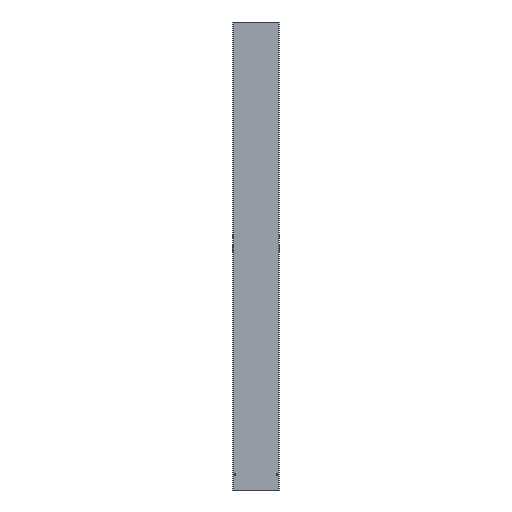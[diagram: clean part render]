
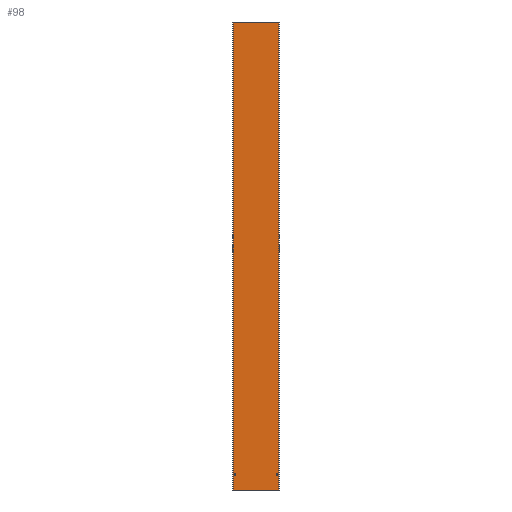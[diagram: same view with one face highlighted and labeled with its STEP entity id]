
A CAD part, front view. The second image highlights one B-rep face of the part: STEP entity #98.
In plain terms, the highlighted planar face has unit normal (0, -1, 0).
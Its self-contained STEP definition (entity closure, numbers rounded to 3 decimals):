
#78 = ORIENTED_EDGE ( 'NONE', *, *, #1174, .F. ) ;
#81 = CARTESIAN_POINT ( 'NONE',  ( 137., -0.75, 105. ) ) ;
#98 = ADVANCED_FACE ( 'NONE', ( #1266, #1293, #1319 ), #536, .F. ) ;
#117 = CIRCLE ( 'NONE', #1187, 5. ) ;
#125 = ORIENTED_EDGE ( 'NONE', *, *, #1463, .T. ) ;
#159 = DIRECTION ( 'NONE',  ( 0., 0., -1. ) ) ;
#178 = CARTESIAN_POINT ( 'NONE',  ( 147.25, -0.75, 0. ) ) ;
#182 = LINE ( 'NONE', #693, #1898 ) ;
#200 = CIRCLE ( 'NONE', #1311, 5. ) ;
#212 = VERTEX_POINT ( 'NONE', #1708 ) ;
#232 = CARTESIAN_POINT ( 'NONE',  ( -148.25, -0.75, 3000. ) ) ;
#239 = CARTESIAN_POINT ( 'NONE',  ( -137., -0.75, 105. ) ) ;
#284 = DIRECTION ( 'NONE',  ( 0., -1., 0. ) ) ;
#285 = VERTEX_POINT ( 'NONE', #1278 ) ;
#344 = EDGE_CURVE ( 'NONE', #793, #462, #1744, .T. ) ;
#381 = CARTESIAN_POINT ( 'NONE',  ( -148.25, -0.75, 3000. ) ) ;
#396 = EDGE_CURVE ( 'NONE', #803, #285, #715, .T. ) ;
#437 = CARTESIAN_POINT ( 'NONE',  ( -148.25, -0.75, 0. ) ) ;
#444 = AXIS2_PLACEMENT_3D ( 'NONE', #232, #1103, #682 ) ;
#454 = DIRECTION ( 'NONE',  ( 0., -1., 0. ) ) ;
#462 = VERTEX_POINT ( 'NONE', #178 ) ;
#482 = CARTESIAN_POINT ( 'NONE',  ( 147.25, -0.75, 3000. ) ) ;
#506 = EDGE_CURVE ( 'NONE', #1553, #462, #1494, .T. ) ;
#536 = PLANE ( 'NONE',  #444 ) ;
#542 = LINE ( 'NONE', #381, #619 ) ;
#552 = EDGE_CURVE ( 'NONE', #212, #1139, #1514, .T. ) ;
#619 = VECTOR ( 'NONE', #1711, 1000. ) ;
#682 = DIRECTION ( 'NONE',  ( 0., 0., 1. ) ) ;
#684 = DIRECTION ( 'NONE',  ( 0., 0., -1. ) ) ;
#693 = CARTESIAN_POINT ( 'NONE',  ( -147.25, -0.75, 3000. ) ) ;
#713 = DIRECTION ( 'NONE',  ( 0., 0., -1. ) ) ;
#715 = CIRCLE ( 'NONE', #971, 5. ) ;
#732 = EDGE_LOOP ( 'NONE', ( #964, #1081 ) ) ;
#785 = DIRECTION ( 'NONE',  ( 0., -1., 0. ) ) ;
#793 = VERTEX_POINT ( 'NONE', #853 ) ;
#803 = VERTEX_POINT ( 'NONE', #81 ) ;
#815 = AXIS2_PLACEMENT_3D ( 'NONE', #1049, #785, #159 ) ;
#853 = CARTESIAN_POINT ( 'NONE',  ( -147.25, -0.75, 0. ) ) ;
#889 = CARTESIAN_POINT ( 'NONE',  ( 137., -0.75, 100. ) ) ;
#895 = EDGE_CURVE ( 'NONE', #1139, #212, #117, .T. ) ;
#900 = DIRECTION ( 'NONE',  ( 0., 0., -1. ) ) ;
#964 = ORIENTED_EDGE ( 'NONE', *, *, #552, .F. ) ;
#971 = AXIS2_PLACEMENT_3D ( 'NONE', #889, #454, #900 ) ;
#1013 = CARTESIAN_POINT ( 'NONE',  ( 137., -0.75, 100. ) ) ;
#1016 = ORIENTED_EDGE ( 'NONE', *, *, #344, .T. ) ;
#1049 = CARTESIAN_POINT ( 'NONE',  ( -137., -0.75, 100. ) ) ;
#1075 = DIRECTION ( 'NONE',  ( 0., 0., -1. ) ) ;
#1081 = ORIENTED_EDGE ( 'NONE', *, *, #895, .F. ) ;
#1103 = DIRECTION ( 'NONE',  ( 0., 1., 0. ) ) ;
#1121 = ORIENTED_EDGE ( 'NONE', *, *, #396, .F. ) ;
#1139 = VERTEX_POINT ( 'NONE', #239 ) ;
#1141 = CARTESIAN_POINT ( 'NONE',  ( -137., -0.75, 100. ) ) ;
#1156 = ORIENTED_EDGE ( 'NONE', *, *, #1508, .F. ) ;
#1174 = EDGE_CURVE ( 'NONE', #285, #803, #200, .T. ) ;
#1187 = AXIS2_PLACEMENT_3D ( 'NONE', #1141, #284, #1739 ) ;
#1200 = CARTESIAN_POINT ( 'NONE',  ( -147.25, -0.75, 3000. ) ) ;
#1266 = FACE_BOUND ( 'NONE', #1478, .T. ) ;
#1278 = CARTESIAN_POINT ( 'NONE',  ( 137., -0.75, 95. ) ) ;
#1293 = FACE_BOUND ( 'NONE', #732, .T. ) ;
#1311 = AXIS2_PLACEMENT_3D ( 'NONE', #1013, #1752, #713 ) ;
#1319 = FACE_OUTER_BOUND ( 'NONE', #1808, .T. ) ;
#1463 = EDGE_CURVE ( 'NONE', #1852, #793, #182, .T. ) ;
#1478 = EDGE_LOOP ( 'NONE', ( #78, #1121 ) ) ;
#1494 = LINE ( 'NONE', #482, #1623 ) ;
#1508 = EDGE_CURVE ( 'NONE', #1852, #1553, #542, .T. ) ;
#1514 = CIRCLE ( 'NONE', #815, 5. ) ;
#1542 = CARTESIAN_POINT ( 'NONE',  ( 147.25, -0.75, 3000. ) ) ;
#1553 = VERTEX_POINT ( 'NONE', #1542 ) ;
#1623 = VECTOR ( 'NONE', #1075, 1000. ) ;
#1708 = CARTESIAN_POINT ( 'NONE',  ( -137., -0.75, 95. ) ) ;
#1711 = DIRECTION ( 'NONE',  ( 1., 0., 0. ) ) ;
#1739 = DIRECTION ( 'NONE',  ( 0., 0., -1. ) ) ;
#1744 = LINE ( 'NONE', #437, #1767 ) ;
#1752 = DIRECTION ( 'NONE',  ( 0., -1., 0. ) ) ;
#1753 = ORIENTED_EDGE ( 'NONE', *, *, #506, .F. ) ;
#1767 = VECTOR ( 'NONE', #1911, 1000. ) ;
#1808 = EDGE_LOOP ( 'NONE', ( #1016, #1753, #1156, #125 ) ) ;
#1852 = VERTEX_POINT ( 'NONE', #1200 ) ;
#1898 = VECTOR ( 'NONE', #684, 1000. ) ;
#1911 = DIRECTION ( 'NONE',  ( 1., 0., 0. ) ) ;
